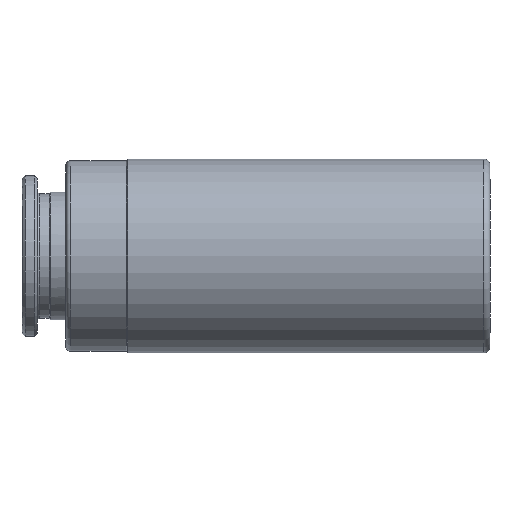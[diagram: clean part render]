
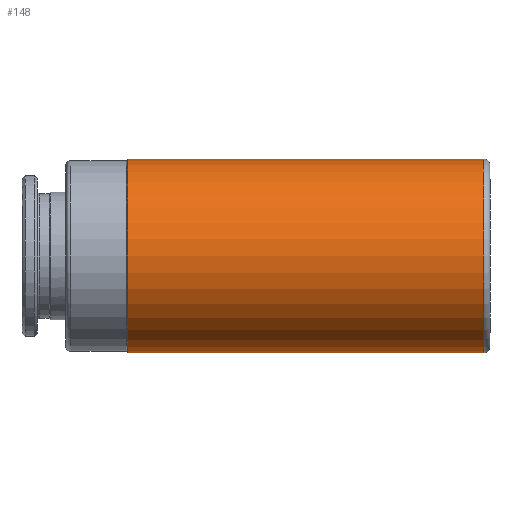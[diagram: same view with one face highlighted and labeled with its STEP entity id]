
A CAD part, front view. The second image highlights one B-rep face of the part: STEP entity #148.
In plain terms, the highlighted cylindrical face has radius 16 mm (diameter 32 mm), a partial arc.
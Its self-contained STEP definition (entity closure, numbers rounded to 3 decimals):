
#11 = CARTESIAN_POINT ( 'NONE',  ( 0., 0., 16. ) ) ;
#148 = ADVANCED_FACE ( 'NONE', ( #632 ), #1558, .T. ) ;
#220 = EDGE_CURVE ( 'NONE', #263, #807, #843, .T. ) ;
#263 = VERTEX_POINT ( 'NONE', #606 ) ;
#337 = CARTESIAN_POINT ( 'NONE',  ( 0., 0., -16. ) ) ;
#463 = EDGE_LOOP ( 'NONE', ( #472, #1123, #1438, #827 ) ) ;
#471 = DIRECTION ( 'NONE',  ( 0., 0., 1. ) ) ;
#472 = ORIENTED_EDGE ( 'NONE', *, *, #220, .F. ) ;
#487 = EDGE_CURVE ( 'NONE', #263, #1364, #1414, .T. ) ;
#502 = CARTESIAN_POINT ( 'NONE',  ( -23.75, 0., 16. ) ) ;
#576 = AXIS2_PLACEMENT_3D ( 'NONE', #1199, #593, #471 ) ;
#593 = DIRECTION ( 'NONE',  ( -1., 0., 0. ) ) ;
#598 = AXIS2_PLACEMENT_3D ( 'NONE', #1331, #1343, #1391 ) ;
#606 = CARTESIAN_POINT ( 'NONE',  ( 35., 0., -16. ) ) ;
#632 = FACE_OUTER_BOUND ( 'NONE', #463, .T. ) ;
#645 = LINE ( 'NONE', #11, #1260 ) ;
#719 = VERTEX_POINT ( 'NONE', #502 ) ;
#797 = CARTESIAN_POINT ( 'NONE',  ( -23.75, 0., 0. ) ) ;
#807 = VERTEX_POINT ( 'NONE', #1470 ) ;
#827 = ORIENTED_EDGE ( 'NONE', *, *, #1126, .F. ) ;
#843 = LINE ( 'NONE', #337, #1062 ) ;
#857 = DIRECTION ( 'NONE',  ( -1., 0., 0. ) ) ;
#864 = CARTESIAN_POINT ( 'NONE',  ( 35., 0., 16. ) ) ;
#870 = DIRECTION ( 'NONE',  ( 0., 0., 1. ) ) ;
#944 = AXIS2_PLACEMENT_3D ( 'NONE', #797, #857, #870 ) ;
#956 = DIRECTION ( 'NONE',  ( -1., 0., 0. ) ) ;
#1062 = VECTOR ( 'NONE', #956, 1000. ) ;
#1123 = ORIENTED_EDGE ( 'NONE', *, *, #487, .T. ) ;
#1126 = EDGE_CURVE ( 'NONE', #807, #719, #1431, .T. ) ;
#1199 = CARTESIAN_POINT ( 'NONE',  ( 0., 0., 0. ) ) ;
#1260 = VECTOR ( 'NONE', #1518, 1000. ) ;
#1331 = CARTESIAN_POINT ( 'NONE',  ( 35., 0., 0. ) ) ;
#1336 = EDGE_CURVE ( 'NONE', #1364, #719, #645, .T. ) ;
#1343 = DIRECTION ( 'NONE',  ( -1., 0., 0. ) ) ;
#1364 = VERTEX_POINT ( 'NONE', #864 ) ;
#1391 = DIRECTION ( 'NONE',  ( 0., 0., 1. ) ) ;
#1414 = CIRCLE ( 'NONE', #598, 16. ) ;
#1431 = CIRCLE ( 'NONE', #944, 16. ) ;
#1438 = ORIENTED_EDGE ( 'NONE', *, *, #1336, .T. ) ;
#1470 = CARTESIAN_POINT ( 'NONE',  ( -23.75, 0., -16. ) ) ;
#1518 = DIRECTION ( 'NONE',  ( -1., 0., 0. ) ) ;
#1558 = CYLINDRICAL_SURFACE ( 'NONE', #576, 16. ) ;
